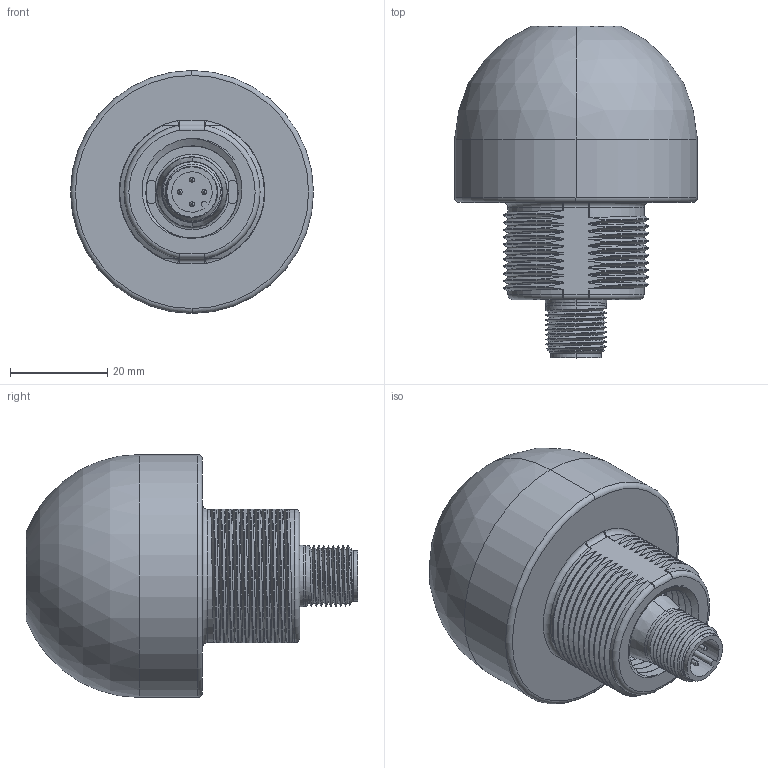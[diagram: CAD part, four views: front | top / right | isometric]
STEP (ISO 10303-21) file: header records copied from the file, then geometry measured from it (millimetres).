
FILE_DESCRIPTION((''),'2;1');
FILE_NAME('212846_SM02-2','2020-12-17T10:33:05',('jkuehl'),('BANNER ENGINEERING CORP.'),'CREO PARAMETRIC BY PTC INC, 2019292','CREO PARAMETRIC BY PTC INC, 2019292','');
FILE_SCHEMA(('CONFIG_CONTROL_DESIGN','SHAPE_APPEARANCE_LAYERS_GROUPS'));
Length unit declared in the file: millimetre
Products named in the file (1): 212846_SM02-2
Bounding box: 50 x 68.3 x 50 mm (x, y, z)
Volume: 70042.8 mm3; surface area: 13483.2 mm2
Topology: 1 solids, 1 shells, 234 faces, 605 edges, 386 vertices
Faces by surface type: cylinder 97, bspline 85, plane 22, torus 18, sphere 6, cone 6
Entity records: 19805 total; most frequent: CARTESIAN_POINT 13206, ORIENTED_EDGE 1210, DIRECTION 820, EDGE_CURVE 605, VERTEX_POINT 386, AXIS2_PLACEMENT_3D 315, B_SPLINE_CURVE_WITH_KNOTS 249, EDGE_LOOP 247
